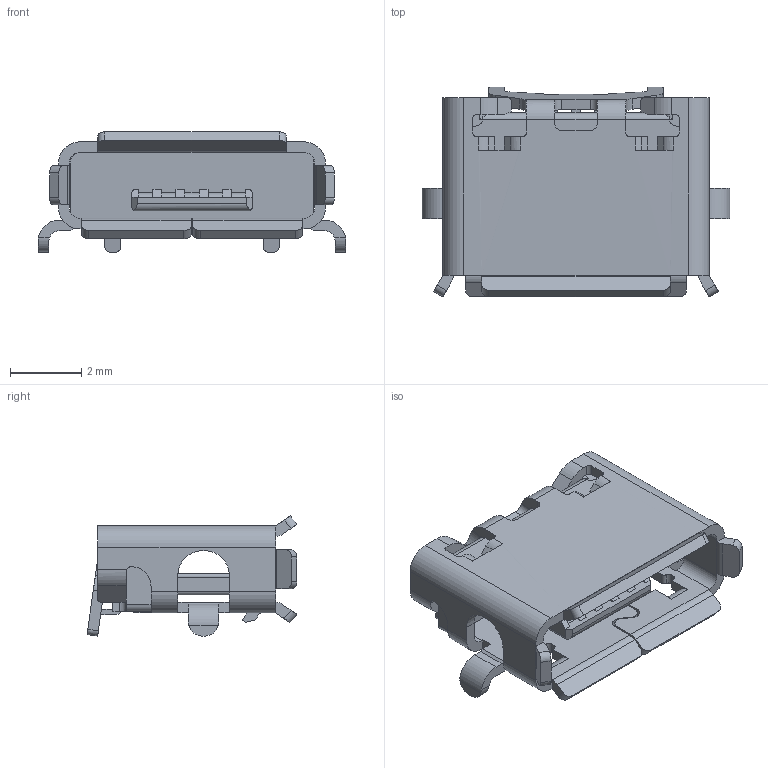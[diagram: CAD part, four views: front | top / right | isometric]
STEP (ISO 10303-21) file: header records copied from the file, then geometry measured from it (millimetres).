
FILE_DESCRIPTION((''),'2;1');
FILE_NAME('HIROSE_ZX62RD-AB-5P8.stp','2014-10-29T13:13:00',(''),(''),'Mechanical Desktop 2011','Mechanical Desktop 2011',', , ');
FILE_SCHEMA(('AUTOMOTIVE_DESIGN { 1 2 10303 214 1 1 1 1 }'));
Length unit declared in the file: millimetre
Products named in the file (1): Product
Bounding box: 8.65 x 5.9 x 3.38 mm (x, y, z)
Volume: 45.7 mm3; surface area: 303.2 mm2
Topology: 13 solids, 13 shells, 471 faces, 1324 edges, 873 vertices
Faces by surface type: plane 303, cylinder 168
Entity records: 15649 total; most frequent: CARTESIAN_POINT 3139, ORIENTED_EDGE 2648, DIRECTION 2577, EDGE_CURVE 1324, VECTOR 955, LINE 955, VERTEX_POINT 873, AXIS2_PLACEMENT_3D 811
